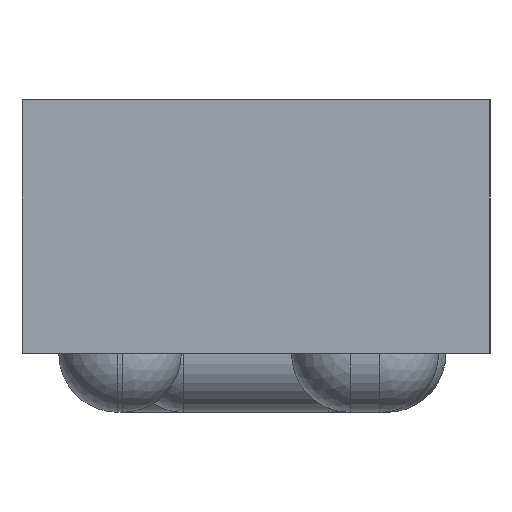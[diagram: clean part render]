
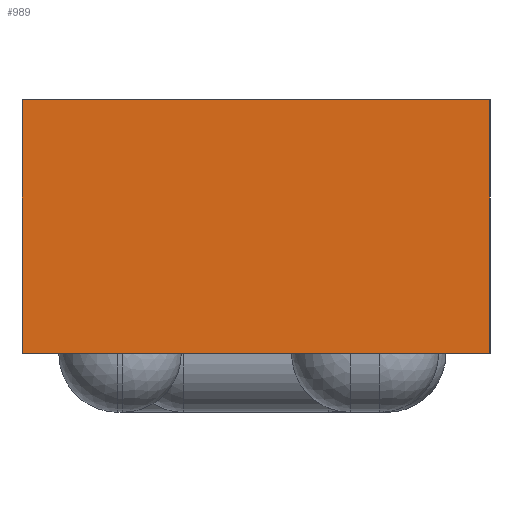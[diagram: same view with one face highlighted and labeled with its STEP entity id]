
A CAD part, left-side view. The second image highlights one B-rep face of the part: STEP entity #989.
In plain terms, the highlighted planar face has unit normal (-1, 0, 0).
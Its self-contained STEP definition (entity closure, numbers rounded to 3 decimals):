
#26=PLANE('',#1135);
#80=LINE('',#1717,#140);
#81=LINE('',#1719,#141);
#82=LINE('',#1721,#142);
#83=LINE('',#1722,#143);
#140=VECTOR('',#1445,10.);
#141=VECTOR('',#1446,10.);
#142=VECTOR('',#1447,10.);
#143=VECTOR('',#1448,10.);
#230=FACE_OUTER_BOUND('',#290,.T.);
#290=EDGE_LOOP('',(#778,#779,#780,#781));
#446=VERTEX_POINT('',#1715);
#447=VERTEX_POINT('',#1716);
#448=VERTEX_POINT('',#1718);
#449=VERTEX_POINT('',#1720);
#574=EDGE_CURVE('',#446,#447,#80,.T.);
#575=EDGE_CURVE('',#446,#448,#81,.T.);
#576=EDGE_CURVE('',#449,#448,#82,.T.);
#577=EDGE_CURVE('',#447,#449,#83,.T.);
#778=ORIENTED_EDGE('',*,*,#574,.F.);
#779=ORIENTED_EDGE('',*,*,#575,.T.);
#780=ORIENTED_EDGE('',*,*,#576,.F.);
#781=ORIENTED_EDGE('',*,*,#577,.F.);
#989=ADVANCED_FACE('',(#230),#26,.T.);
#1135=AXIS2_PLACEMENT_3D('',#1714,#1443,#1444);
#1443=DIRECTION('center_axis',(-1.,0.,0.));
#1444=DIRECTION('ref_axis',(0.,-1.,0.));
#1445=DIRECTION('',(0.,1.,0.));
#1446=DIRECTION('',(0.,0.,1.));
#1447=DIRECTION('',(0.,-1.,0.));
#1448=DIRECTION('',(0.,0.,1.));
#1714=CARTESIAN_POINT('Origin',(-1.415,0.478,0.12));
#1715=CARTESIAN_POINT('',(-1.415,-0.478,0.12));
#1716=CARTESIAN_POINT('',(-1.415,0.478,0.12));
#1717=CARTESIAN_POINT('',(-1.415,-0.478,0.12));
#1718=CARTESIAN_POINT('',(-1.415,-0.478,0.638));
#1719=CARTESIAN_POINT('',(-1.415,-0.478,0.12));
#1720=CARTESIAN_POINT('',(-1.415,0.478,0.638));
#1721=CARTESIAN_POINT('',(-1.415,-0.478,0.638));
#1722=CARTESIAN_POINT('',(-1.415,0.478,0.12));
